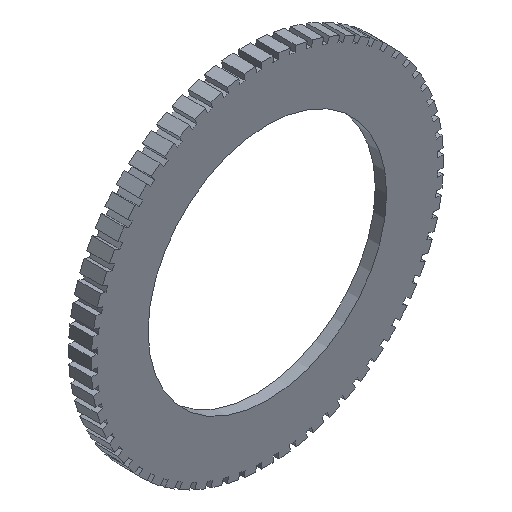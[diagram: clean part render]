
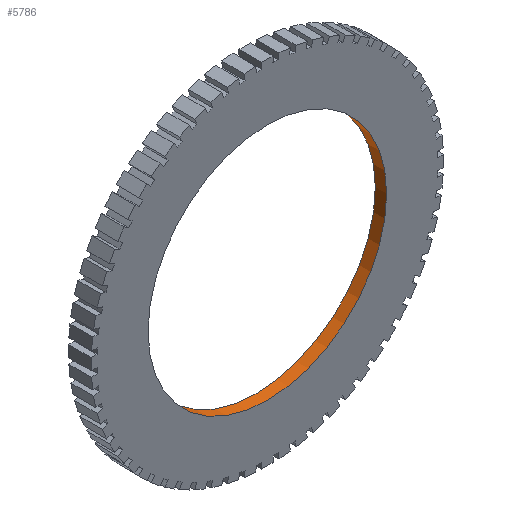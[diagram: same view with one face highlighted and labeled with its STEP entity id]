
A CAD part, isometric view. The second image highlights one B-rep face of the part: STEP entity #5786.
In plain terms, the highlighted cylindrical face has radius 21 mm (diameter 42 mm), a full revolution.
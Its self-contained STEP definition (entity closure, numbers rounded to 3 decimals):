
#2146=CARTESIAN_POINT('',(-0.,65.,21.));
#2147=VERTEX_POINT('',#2146);
#2148=CARTESIAN_POINT('',(-0.,65.,-21.));
#2149=VERTEX_POINT('',#2148);
#2150=CARTESIAN_POINT('',(-0.,65.,0.));
#2151=DIRECTION('',(0.,1.,0.));
#2152=DIRECTION('',(0.,-0.,1.));
#2153=AXIS2_PLACEMENT_3D('',#2150,#2151,#2152);
#2154=CIRCLE('',#2153,21.);
#2155=EDGE_CURVE('',#2147,#2149,#2154,.T.);
#2157=CARTESIAN_POINT('',(-0.,65.,0.));
#2158=DIRECTION('',(0.,1.,0.));
#2159=DIRECTION('',(0.,-0.,1.));
#2160=AXIS2_PLACEMENT_3D('',#2157,#2158,#2159);
#2161=CIRCLE('',#2160,21.);
#2162=EDGE_CURVE('',#2149,#2147,#2161,.T.);
#5752=CARTESIAN_POINT('',(-0.,69.,0.));
#5753=DIRECTION('',(0.,-1.,0.));
#5754=DIRECTION('',(0.,0.,-1.));
#5755=AXIS2_PLACEMENT_3D('',#5752,#5753,#5754);
#5756=CYLINDRICAL_SURFACE('',#5755,21.);
#5757=CARTESIAN_POINT('',(-0.,67.,-21.));
#5758=VERTEX_POINT('',#5757);
#5759=CARTESIAN_POINT('',(-0.,65.,-21.));
#5760=DIRECTION('',(-0.,1.,-0.));
#5761=VECTOR('',#5760,2.);
#5762=LINE('',#5759,#5761);
#5763=EDGE_CURVE('',#2149,#5758,#5762,.T.);
#5764=ORIENTED_EDGE('',*,*,#5763,.F.);
#5765=ORIENTED_EDGE('',*,*,#2155,.F.);
#5766=ORIENTED_EDGE('',*,*,#2162,.F.);
#5767=ORIENTED_EDGE('',*,*,#5763,.T.);
#5768=CARTESIAN_POINT('',(-0.,67.,21.));
#5769=VERTEX_POINT('',#5768);
#5770=CARTESIAN_POINT('',(-0.,67.,0.));
#5771=DIRECTION('',(0.,1.,0.));
#5772=DIRECTION('',(0.,-0.,1.));
#5773=AXIS2_PLACEMENT_3D('',#5770,#5771,#5772);
#5774=CIRCLE('',#5773,21.);
#5775=EDGE_CURVE('',#5758,#5769,#5774,.T.);
#5776=ORIENTED_EDGE('',*,*,#5775,.T.);
#5777=CARTESIAN_POINT('',(-0.,67.,0.));
#5778=DIRECTION('',(0.,1.,0.));
#5779=DIRECTION('',(0.,-0.,1.));
#5780=AXIS2_PLACEMENT_3D('',#5777,#5778,#5779);
#5781=CIRCLE('',#5780,21.);
#5782=EDGE_CURVE('',#5769,#5758,#5781,.T.);
#5783=ORIENTED_EDGE('',*,*,#5782,.T.);
#5784=EDGE_LOOP('',(#5764,#5765,#5766,#5767,#5776,#5783));
#5785=FACE_BOUND('',#5784,.T.);
#5786=ADVANCED_FACE('',(#5785),#5756,.F.);
